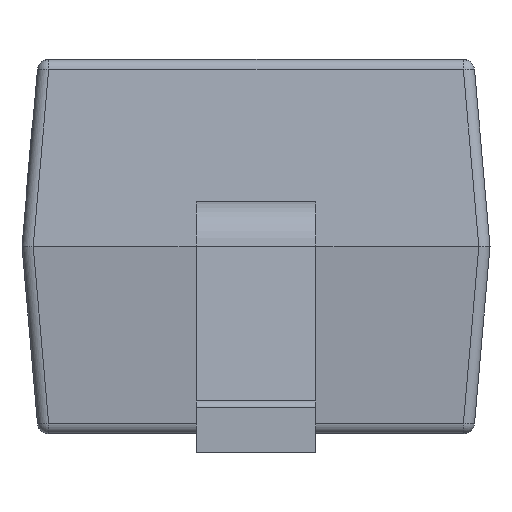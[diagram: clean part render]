
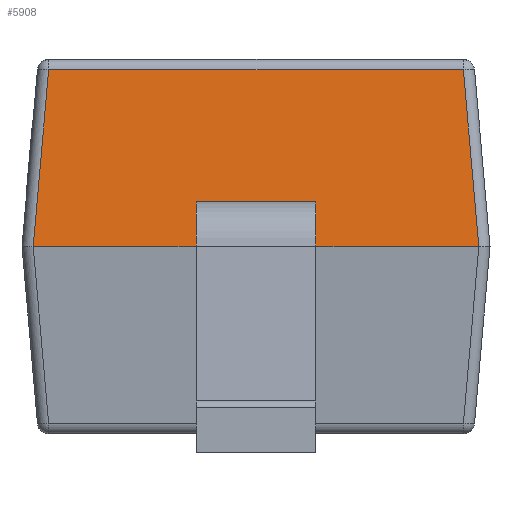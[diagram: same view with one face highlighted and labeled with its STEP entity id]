
A CAD part, left-side view. The second image highlights one B-rep face of the part: STEP entity #5908.
In plain terms, the highlighted planar face has unit normal (-0.996, 0, 0.087).
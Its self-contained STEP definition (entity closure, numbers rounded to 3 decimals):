
#40 = CARTESIAN_POINT ( 'NONE',  ( -0.85, -0.595, 0. ) ) ;
#137 = LINE ( 'NONE', #9883, #13158 ) ;
#511 = LINE ( 'NONE', #5025, #8276 ) ;
#751 = ORIENTED_EDGE ( 'NONE', *, *, #9565, .T. ) ;
#903 = CARTESIAN_POINT ( 'NONE',  ( -0.85, 0.625, 0. ) ) ;
#1031 = DIRECTION ( 'NONE',  ( 0.087, 0., 0.996 ) ) ;
#1081 = EDGE_CURVE ( 'NONE', #7989, #6288, #511, .T. ) ;
#1108 = ORIENTED_EDGE ( 'NONE', *, *, #13385, .T. ) ;
#1457 = EDGE_CURVE ( 'NONE', #5461, #11953, #4144, .T. ) ;
#1493 = CARTESIAN_POINT ( 'NONE',  ( -0.85, -0.16, 0. ) ) ;
#1677 = CARTESIAN_POINT ( 'NONE',  ( -0.809, 0.581, 0.473 ) ) ;
#1782 = CARTESIAN_POINT ( 'NONE',  ( -0.84, 0.625, 0.12 ) ) ;
#2230 = CARTESIAN_POINT ( 'NONE',  ( -0.84, -0.16, 0.12 ) ) ;
#2241 = VERTEX_POINT ( 'NONE', #6268 ) ;
#2469 = LINE ( 'NONE', #6804, #7981 ) ;
#2722 = EDGE_CURVE ( 'NONE', #5171, #11953, #2748, .T. ) ;
#2748 = LINE ( 'NONE', #1782, #5551 ) ;
#2770 = DIRECTION ( 'NONE',  ( 0.087, 0.087, 0.992 ) ) ;
#2958 = CARTESIAN_POINT ( 'NONE',  ( -0.85, -0.16, 0. ) ) ;
#3206 = PLANE ( 'NONE',  #10951 ) ;
#4144 = LINE ( 'NONE', #2958, #7551 ) ;
#4296 = DIRECTION ( 'NONE',  ( -0.087, 0.087, -0.992 ) ) ;
#4334 = ORIENTED_EDGE ( 'NONE', *, *, #1457, .F. ) ;
#4446 = VERTEX_POINT ( 'NONE', #8146 ) ;
#5025 = CARTESIAN_POINT ( 'NONE',  ( -0.841, -0.586, 0.105 ) ) ;
#5067 = DIRECTION ( 'NONE',  ( 0., -1., 0. ) ) ;
#5069 = DIRECTION ( 'NONE',  ( 0., -1., 0. ) ) ;
#5171 = VERTEX_POINT ( 'NONE', #9037 ) ;
#5461 = VERTEX_POINT ( 'NONE', #1493 ) ;
#5551 = VECTOR ( 'NONE', #5067, 1000. ) ;
#5691 = DIRECTION ( 'NONE',  ( 0., -1., 0. ) ) ;
#5718 = DIRECTION ( 'NONE',  ( 0.087, 0., 0.996 ) ) ;
#5908 = ADVANCED_FACE ( 'NONE', ( #7696 ), #3206, .T. ) ;
#6268 = CARTESIAN_POINT ( 'NONE',  ( -0.809, 0.554, 0.473 ) ) ;
#6288 = VERTEX_POINT ( 'NONE', #12831 ) ;
#6474 = DIRECTION ( 'NONE',  ( -0.996, 0., 0.087 ) ) ;
#6674 = ORIENTED_EDGE ( 'NONE', *, *, #2722, .T. ) ;
#6804 = CARTESIAN_POINT ( 'NONE',  ( -0.85, 0.16, 0. ) ) ;
#7147 = EDGE_CURVE ( 'NONE', #5461, #7989, #11055, .T. ) ;
#7393 = ORIENTED_EDGE ( 'NONE', *, *, #11330, .T. ) ;
#7551 = VECTOR ( 'NONE', #10582, 1000. ) ;
#7696 = FACE_OUTER_BOUND ( 'NONE', #10650, .T. ) ;
#7799 = VECTOR ( 'NONE', #5069, 1000. ) ;
#7981 = VECTOR ( 'NONE', #5718, 1000. ) ;
#7989 = VERTEX_POINT ( 'NONE', #40 ) ;
#8138 = ORIENTED_EDGE ( 'NONE', *, *, #10510, .T. ) ;
#8146 = CARTESIAN_POINT ( 'NONE',  ( -0.85, 0.595, 0. ) ) ;
#8276 = VECTOR ( 'NONE', #2770, 1000. ) ;
#8911 = CARTESIAN_POINT ( 'NONE',  ( -0.85, 0.625, 0. ) ) ;
#9037 = CARTESIAN_POINT ( 'NONE',  ( -0.84, 0.16, 0.12 ) ) ;
#9565 = EDGE_CURVE ( 'NONE', #2241, #4446, #137, .T. ) ;
#9697 = VECTOR ( 'NONE', #10414, 1000. ) ;
#9883 = CARTESIAN_POINT ( 'NONE',  ( -0.85, 0.595, -0.003 ) ) ;
#10414 = DIRECTION ( 'NONE',  ( 0., 1., 0. ) ) ;
#10510 = EDGE_CURVE ( 'NONE', #12553, #5171, #2469, .T. ) ;
#10582 = DIRECTION ( 'NONE',  ( 0.087, 0., 0.996 ) ) ;
#10650 = EDGE_LOOP ( 'NONE', ( #1108, #751, #7393, #8138, #6674, #4334, #13151, #12536 ) ) ;
#10726 = LINE ( 'NONE', #903, #7799 ) ;
#10823 = CARTESIAN_POINT ( 'NONE',  ( -0.85, 0.16, 0. ) ) ;
#10951 = AXIS2_PLACEMENT_3D ( 'NONE', #11883, #6474, #1031 ) ;
#11055 = LINE ( 'NONE', #8911, #11759 ) ;
#11330 = EDGE_CURVE ( 'NONE', #4446, #12553, #10726, .T. ) ;
#11458 = LINE ( 'NONE', #1677, #9697 ) ;
#11759 = VECTOR ( 'NONE', #5691, 1000. ) ;
#11883 = CARTESIAN_POINT ( 'NONE',  ( -0.85, 0.625, 0. ) ) ;
#11953 = VERTEX_POINT ( 'NONE', #2230 ) ;
#12536 = ORIENTED_EDGE ( 'NONE', *, *, #1081, .T. ) ;
#12553 = VERTEX_POINT ( 'NONE', #10823 ) ;
#12831 = CARTESIAN_POINT ( 'NONE',  ( -0.809, -0.554, 0.473 ) ) ;
#13151 = ORIENTED_EDGE ( 'NONE', *, *, #7147, .T. ) ;
#13158 = VECTOR ( 'NONE', #4296, 1000. ) ;
#13385 = EDGE_CURVE ( 'NONE', #6288, #2241, #11458, .T. ) ;
